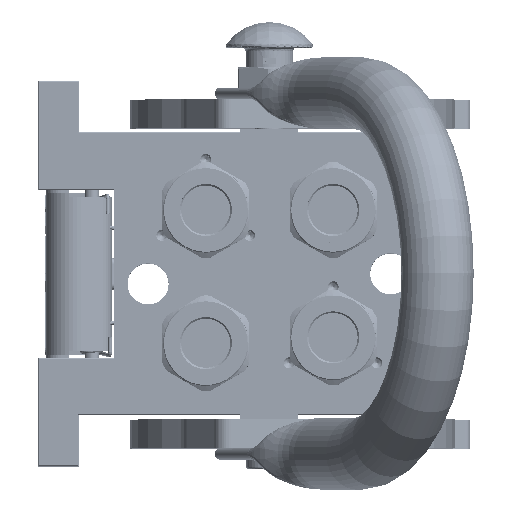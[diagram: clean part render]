
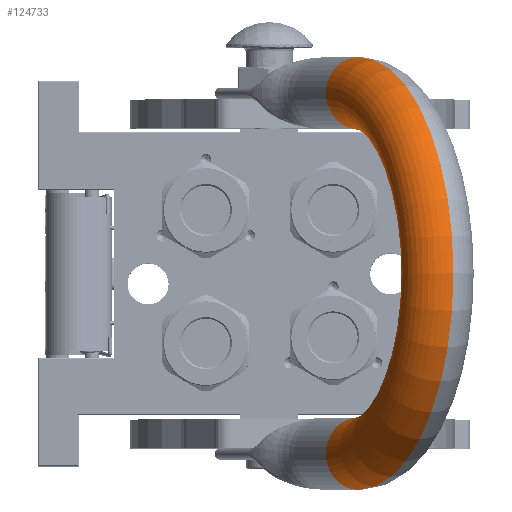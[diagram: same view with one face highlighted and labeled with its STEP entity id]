
A CAD part, top view. The second image highlights one B-rep face of the part: STEP entity #124733.
In plain terms, the highlighted toroidal (fillet/blend) face has major radius 62.25 mm and minor radius 12.5 mm.
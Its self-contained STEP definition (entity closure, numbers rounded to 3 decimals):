
#232 = FACE_OUTER_BOUND ( 'NONE', #23461, .T. ) ;
#841 = VERTEX_POINT ( 'NONE', #125451 ) ;
#2461 = EDGE_CURVE ( 'NONE', #111754, #47007, #41668, .T. ) ;
#3267 = AXIS2_PLACEMENT_3D ( 'NONE', #83890, #97324, #67520 ) ;
#6490 = CIRCLE ( 'NONE', #12674, 74.75 ) ;
#8854 = CIRCLE ( 'NONE', #3267, 12.5 ) ;
#10200 = AXIS2_PLACEMENT_3D ( 'NONE', #115376, #96896, #48098 ) ;
#10972 = DIRECTION ( 'NONE',  ( 0., 1., 0. ) ) ;
#11179 = VERTEX_POINT ( 'NONE', #122276 ) ;
#12674 = AXIS2_PLACEMENT_3D ( 'NONE', #99453, #10972, #89959 ) ;
#16729 = CARTESIAN_POINT ( 'NONE',  ( 0., 0., 25.25 ) ) ;
#23461 = EDGE_LOOP ( 'NONE', ( #125917, #50172, #84056, #90296 ) ) ;
#29578 = DIRECTION ( 'NONE',  ( -1., 0., 0. ) ) ;
#30569 = EDGE_CURVE ( 'NONE', #11179, #111754, #46646, .T. ) ;
#41668 = CIRCLE ( 'NONE', #51080, 49.75 ) ;
#46646 = CIRCLE ( 'NONE', #66431, 12.5 ) ;
#47007 = VERTEX_POINT ( 'NONE', #70851 ) ;
#48098 = DIRECTION ( 'NONE',  ( 1., 0., 0. ) ) ;
#48485 = EDGE_CURVE ( 'NONE', #841, #47007, #8854, .T. ) ;
#49434 = CARTESIAN_POINT ( 'NONE',  ( -49.75, 0., 25.25 ) ) ;
#50172 = ORIENTED_EDGE ( 'NONE', *, *, #48485, .F. ) ;
#51080 = AXIS2_PLACEMENT_3D ( 'NONE', #16729, #89146, #29578 ) ;
#56879 = CARTESIAN_POINT ( 'NONE',  ( -62.25, 0., 25.25 ) ) ;
#66431 = AXIS2_PLACEMENT_3D ( 'NONE', #56879, #126330, #66823 ) ;
#66823 = DIRECTION ( 'NONE',  ( -1., 0., 0. ) ) ;
#67520 = DIRECTION ( 'NONE',  ( 1., 0., 0. ) ) ;
#70851 = CARTESIAN_POINT ( 'NONE',  ( 49.75, 0., 25.25 ) ) ;
#76595 = EDGE_CURVE ( 'NONE', #11179, #841, #6490, .T. ) ;
#83890 = CARTESIAN_POINT ( 'NONE',  ( 62.25, 0., 25.25 ) ) ;
#84056 = ORIENTED_EDGE ( 'NONE', *, *, #76595, .F. ) ;
#89146 = DIRECTION ( 'NONE',  ( 0., 1., 0. ) ) ;
#89959 = DIRECTION ( 'NONE',  ( -1., 0., 0. ) ) ;
#90296 = ORIENTED_EDGE ( 'NONE', *, *, #30569, .T. ) ;
#96896 = DIRECTION ( 'NONE',  ( 0., 1., 0. ) ) ;
#97324 = DIRECTION ( 'NONE',  ( 0., 0., -1. ) ) ;
#99453 = CARTESIAN_POINT ( 'NONE',  ( 0., 0., 25.25 ) ) ;
#111754 = VERTEX_POINT ( 'NONE', #49434 ) ;
#115376 = CARTESIAN_POINT ( 'NONE',  ( 0., 0., 25.25 ) ) ;
#122276 = CARTESIAN_POINT ( 'NONE',  ( -74.75, 0., 25.25 ) ) ;
#124733 = ADVANCED_FACE ( 'NONE', ( #232 ), #125280, .T. ) ;
#125280 = TOROIDAL_SURFACE ( 'NONE', #10200, 62.25, 12.5 ) ;
#125451 = CARTESIAN_POINT ( 'NONE',  ( 74.75, 0., 25.25 ) ) ;
#125917 = ORIENTED_EDGE ( 'NONE', *, *, #2461, .T. ) ;
#126330 = DIRECTION ( 'NONE',  ( 0., 0., 1. ) ) ;
